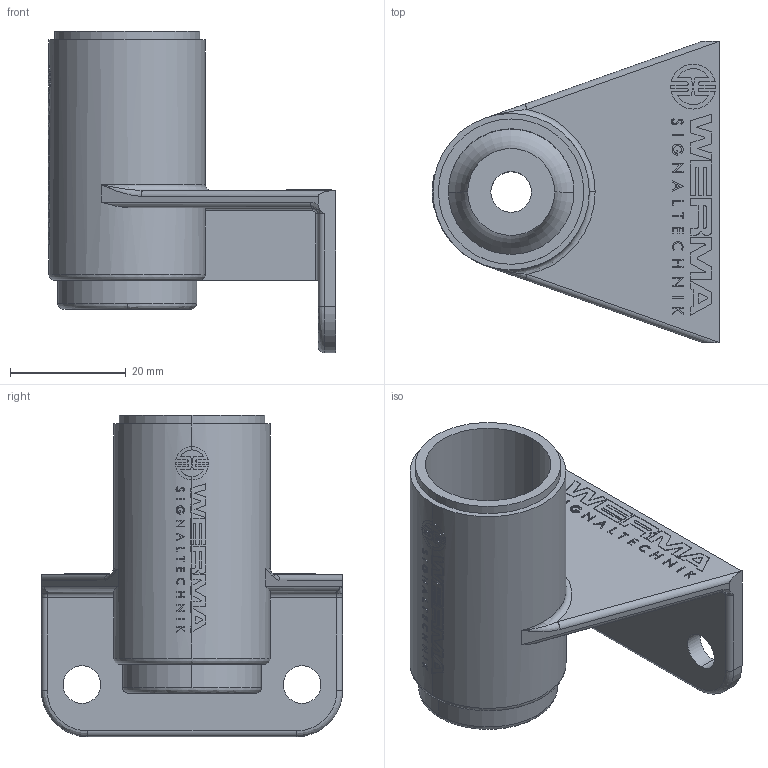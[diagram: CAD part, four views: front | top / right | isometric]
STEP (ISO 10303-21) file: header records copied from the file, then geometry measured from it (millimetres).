
FILE_DESCRIPTION (( 'STEP AP214' ), '1' );
FILE_NAME ('97584502.step', '2016-03-14T14:24:30', ( '' ), ( '' ), 'SwSTEP 2.0', 'SolidWorks 2015', '' );
FILE_SCHEMA (( 'AUTOMOTIVE_DESIGN' ));
Length unit declared in the file: inch
Products named in the file (1): 97584502
Bounding box: 49.6 x 52 x 55.5 mm (x, y, z)
Volume: 20473.6 mm3; surface area: 14047.6 mm2
Topology: 1 solids, 1 shells, 582 faces, 1594 edges, 1055 vertices
Faces by surface type: plane 387, cylinder 178, bspline 9, torus 8
Entity records: 27578 total; most frequent: CARTESIAN_POINT 5496, ORIENTED_EDGE 3184, DIRECTION 2814, EDGE_CURVE 1592, VERTEX_POINT 1055, VECTOR 1020, LINE 1020, AXIS2_PLACEMENT_3D 897
